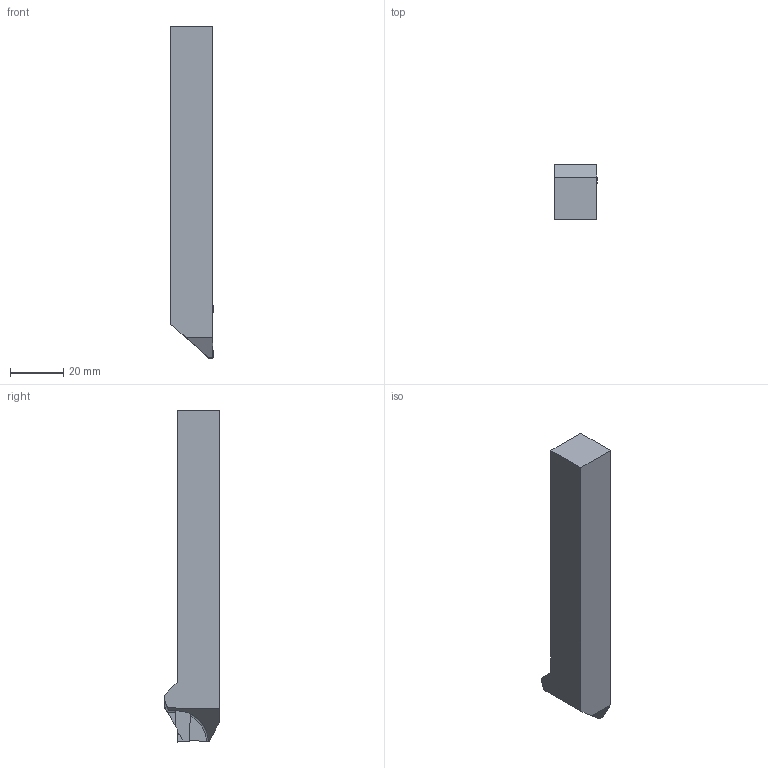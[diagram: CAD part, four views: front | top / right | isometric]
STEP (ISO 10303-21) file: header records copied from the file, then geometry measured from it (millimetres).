
FILE_DESCRIPTION(/* description */ (''),/* implementation_level */ '2;1');
FILE_NAME(/* name */ '1558667390901.stp',/* time_stamp */ '2019-05-24T08:40:02+05:00',/* author */ (''),/* organization */ ('SMS'),/* preprocessor_version */ 'ST-DEVELOPER v15',/* originating_system */ 'SIEMENS PLM Software NX 8.5',/* authorisation */ '');
FILE_SCHEMA (('AUTOMOTIVE_DESIGN { 1 0 10303 214 3 1 1 1 }'));
Length unit declared in the file: millimetre
Products named in the file (4): 201539460mod000_00; ASSEMBLY_CONSTRUCTION; 201750525mod000_00; 201750512mod000_00
Assembly tree (3 placements, depth 2):
  201750512mod000_00
    201750525mod000_00
    ASSEMBLY_CONSTRUCTION
    201539460mod000_00
Bounding box: 16.07 x 20.9 x 125 mm (x, y, z)
Volume: 30015.2 mm3; surface area: 8509.8 mm2
Topology: 2 solids, 2 shells, 64 faces, 180 edges, 126 vertices
Faces by surface type: plane 42, bspline 10, cylinder 7, extrusion 4, torus 1
Entity records: 2424 total; most frequent: CARTESIAN_POINT 679, ORIENTED_EDGE 358, DIRECTION 291, EDGE_CURVE 179, VECTOR 127, LINE 123, VERTEX_POINT 119, AXIS2_PLACEMENT_3D 82
